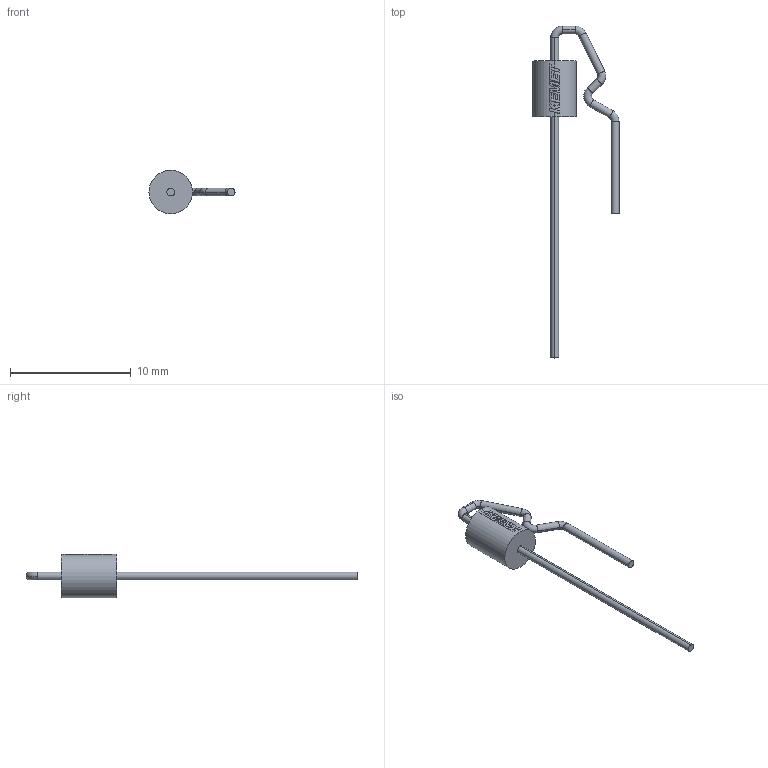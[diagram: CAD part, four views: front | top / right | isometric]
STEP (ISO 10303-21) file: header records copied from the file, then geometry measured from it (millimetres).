
FILE_DESCRIPTION (( 'STEP AP214' ), '1' );
FILE_NAME ('IL_B01RS_D3.6L7.5L24.6S5LL20LL210.STEP', '2018-03-20T15:08:13', ( '' ), ( '' ), 'SwSTEP 2.0', 'SolidWorks 2014', '' );
FILE_SCHEMA (( 'AUTOMOTIVE_DESIGN' ));
Length unit declared in the file: millimetre
Products named in the file (1): IL_B01RS_D3.6L7.5L24.6S5LL20LL210
Bounding box: 7.12 x 27.5 x 3.61 mm (x, y, z)
Volume: 60.6 mm3; surface area: 157.4 mm2
Topology: 1 solids, 1 shells, 92 faces, 250 edges, 162 vertices
Faces by surface type: bspline 31, plane 26, cylinder 25, torus 10
Entity records: 3493 total; most frequent: CARTESIAN_POINT 1053, ORIENTED_EDGE 500, DIRECTION 291, EDGE_CURVE 250, VERTEX_POINT 162, B_SPLINE_CURVE_WITH_KNOTS 131, AXIS2_PLACEMENT_3D 110, EDGE_LOOP 94
